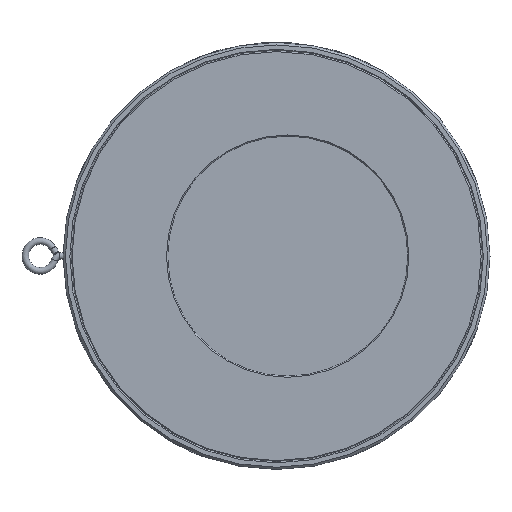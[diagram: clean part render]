
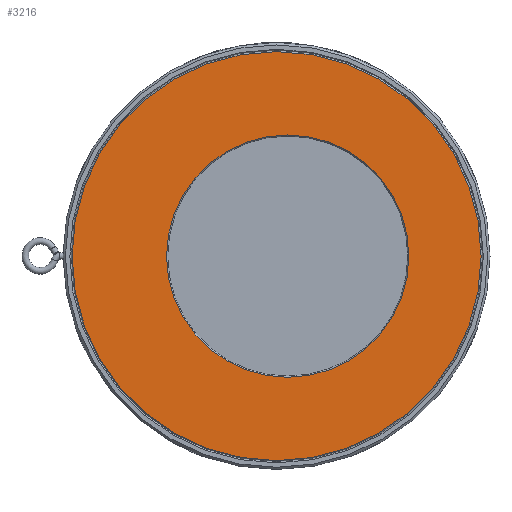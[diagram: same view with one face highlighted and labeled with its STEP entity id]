
A CAD part, left-side view. The second image highlights one B-rep face of the part: STEP entity #3216.
In plain terms, the highlighted planar face has unit normal (-1, 0, 0).
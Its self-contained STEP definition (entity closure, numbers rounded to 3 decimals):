
#43=FACE_BOUND('',#1017,.T.);
#77=PLANE('',#3472);
#832=FACE_OUTER_BOUND('',#1016,.T.);
#1016=EDGE_LOOP('',(#2251));
#1017=EDGE_LOOP('',(#2252));
#1233=CIRCLE('',#3469,109.);
#1236=CIRCLE('',#3473,184.);
#1382=VERTEX_POINT('',#4864);
#1385=VERTEX_POINT('',#4872);
#1721=EDGE_CURVE('',#1382,#1382,#1233,.T.);
#1725=EDGE_CURVE('',#1385,#1385,#1236,.T.);
#2251=ORIENTED_EDGE('',*,*,#1725,.T.);
#2252=ORIENTED_EDGE('',*,*,#1721,.F.);
#3216=ADVANCED_FACE('',(#832,#43),#77,.F.);
#3469=AXIS2_PLACEMENT_3D('',#4865,#3890,#3891);
#3472=AXIS2_PLACEMENT_3D('',#4871,#3897,#3898);
#3473=AXIS2_PLACEMENT_3D('',#4873,#3899,#3900);
#3890=DIRECTION('center_axis',(-1.,0.,0.));
#3891=DIRECTION('ref_axis',(0.,0.,-1.));
#3897=DIRECTION('center_axis',(1.,0.,0.));
#3898=DIRECTION('ref_axis',(0.,0.,-1.));
#3899=DIRECTION('center_axis',(-1.,0.,0.));
#3900=DIRECTION('ref_axis',(0.,0.,1.));
#4864=CARTESIAN_POINT('',(0.,-10.,109.));
#4865=CARTESIAN_POINT('Origin',(0.,-10.,0.));
#4871=CARTESIAN_POINT('Origin',(0.,0.,0.));
#4872=CARTESIAN_POINT('',(0.,0.,184.));
#4873=CARTESIAN_POINT('Origin',(0.,0.,0.));
